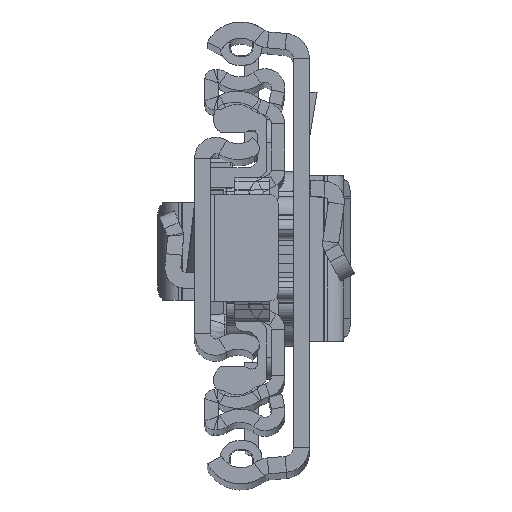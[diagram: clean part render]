
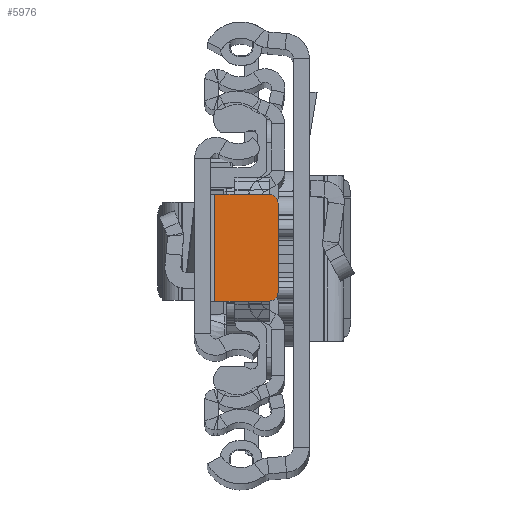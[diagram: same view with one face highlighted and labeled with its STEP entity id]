
A CAD part, top view. The second image highlights one B-rep face of the part: STEP entity #5976.
In plain terms, the highlighted planar face has unit normal (0, 0, 1).
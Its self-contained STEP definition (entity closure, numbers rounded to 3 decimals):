
#221 = DIRECTION ( 'NONE',  ( 1., 0., 0. ) ) ;
#975 = CARTESIAN_POINT ( 'NONE',  ( -9.4, -5.849, -6.8 ) ) ;
#1043 = VECTOR ( 'NONE', #6348, 1000. ) ;
#1903 = LINE ( 'NONE', #24753, #17116 ) ;
#2831 = CARTESIAN_POINT ( 'NONE',  ( -1.8, 6.151, -6.8 ) ) ;
#3053 = CARTESIAN_POINT ( 'NONE',  ( 0., 0., -6.8 ) ) ;
#3161 = VECTOR ( 'NONE', #19890, 1000. ) ;
#4931 = CARTESIAN_POINT ( 'NONE',  ( -9.4, 5.151, -6.8 ) ) ;
#4957 = DIRECTION ( 'NONE',  ( 1., 0., 0. ) ) ;
#5302 = EDGE_CURVE ( 'NONE', #5763, #7883, #20131, .T. ) ;
#5599 = FACE_OUTER_BOUND ( 'NONE', #12230, .T. ) ;
#5703 = VERTEX_POINT ( 'NONE', #19855 ) ;
#5763 = VERTEX_POINT ( 'NONE', #27109 ) ;
#5976 = ADVANCED_FACE ( 'NONE', ( #5599 ), #23783, .T. ) ;
#6348 = DIRECTION ( 'NONE',  ( 0., 1., 0. ) ) ;
#7845 = EDGE_CURVE ( 'NONE', #5703, #20171, #12336, .T. ) ;
#7883 = VERTEX_POINT ( 'NONE', #4931 ) ;
#8511 = EDGE_CURVE ( 'NONE', #5763, #15691, #10709, .T. ) ;
#9581 = VERTEX_POINT ( 'NONE', #16425 ) ;
#9619 = ORIENTED_EDGE ( 'NONE', *, *, #8511, .T. ) ;
#10505 = ORIENTED_EDGE ( 'NONE', *, *, #7845, .F. ) ;
#10709 = CIRCLE ( 'NONE', #16056, 1. ) ;
#12230 = EDGE_LOOP ( 'NONE', ( #20389, #9619, #28991, #16235, #10505, #25386 ) ) ;
#12336 = LINE ( 'NONE', #2831, #15545 ) ;
#12549 = DIRECTION ( 'NONE',  ( 1., 0., 0. ) ) ;
#12926 = EDGE_CURVE ( 'NONE', #5703, #7883, #15862, .T. ) ;
#13905 = EDGE_CURVE ( 'NONE', #9581, #15691, #26845, .T. ) ;
#14002 = DIRECTION ( 'NONE',  ( 0., 0., 1. ) ) ;
#14304 = CARTESIAN_POINT ( 'NONE',  ( -8.4, 5.151, -6.8 ) ) ;
#15545 = VECTOR ( 'NONE', #221, 1000. ) ;
#15691 = VERTEX_POINT ( 'NONE', #17423 ) ;
#15862 = CIRCLE ( 'NONE', #21667, 1. ) ;
#16056 = AXIS2_PLACEMENT_3D ( 'NONE', #23124, #21161, #4957 ) ;
#16235 = ORIENTED_EDGE ( 'NONE', *, *, #19552, .F. ) ;
#16425 = CARTESIAN_POINT ( 'NONE',  ( -2.3, -5.849, -6.8 ) ) ;
#17116 = VECTOR ( 'NONE', #22768, 1000. ) ;
#17167 = CARTESIAN_POINT ( 'NONE',  ( -2.3, 6.151, -6.8 ) ) ;
#17423 = CARTESIAN_POINT ( 'NONE',  ( -8.4, -5.849, -6.8 ) ) ;
#19552 = EDGE_CURVE ( 'NONE', #20171, #9581, #1903, .T. ) ;
#19855 = CARTESIAN_POINT ( 'NONE',  ( -8.4, 6.151, -6.8 ) ) ;
#19890 = DIRECTION ( 'NONE',  ( -1., 0., 0. ) ) ;
#20131 = LINE ( 'NONE', #24676, #1043 ) ;
#20171 = VERTEX_POINT ( 'NONE', #17167 ) ;
#20389 = ORIENTED_EDGE ( 'NONE', *, *, #5302, .F. ) ;
#21161 = DIRECTION ( 'NONE',  ( 0., 0., 1. ) ) ;
#21267 = AXIS2_PLACEMENT_3D ( 'NONE', #3053, #28475, #12549 ) ;
#21420 = DIRECTION ( 'NONE',  ( 1., 0., 0. ) ) ;
#21667 = AXIS2_PLACEMENT_3D ( 'NONE', #14304, #14002, #21420 ) ;
#22768 = DIRECTION ( 'NONE',  ( 0., -1., 0. ) ) ;
#23124 = CARTESIAN_POINT ( 'NONE',  ( -8.4, -4.849, -6.8 ) ) ;
#23783 = PLANE ( 'NONE',  #21267 ) ;
#24676 = CARTESIAN_POINT ( 'NONE',  ( -9.4, 6.151, -6.8 ) ) ;
#24753 = CARTESIAN_POINT ( 'NONE',  ( -2.3, 6.151, -6.8 ) ) ;
#25386 = ORIENTED_EDGE ( 'NONE', *, *, #12926, .T. ) ;
#26845 = LINE ( 'NONE', #975, #3161 ) ;
#27109 = CARTESIAN_POINT ( 'NONE',  ( -9.4, -4.849, -6.8 ) ) ;
#28475 = DIRECTION ( 'NONE',  ( 0., 0., 1. ) ) ;
#28991 = ORIENTED_EDGE ( 'NONE', *, *, #13905, .F. ) ;
